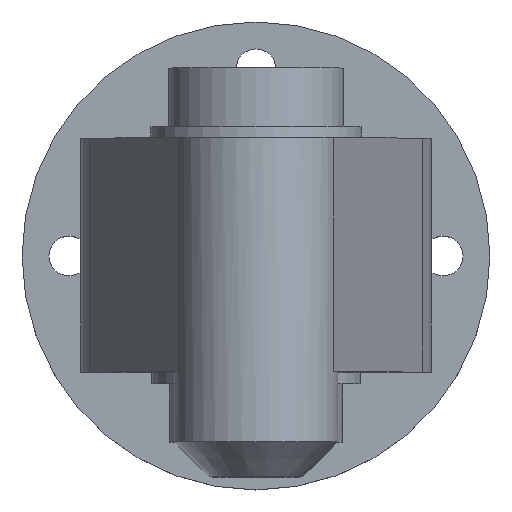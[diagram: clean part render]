
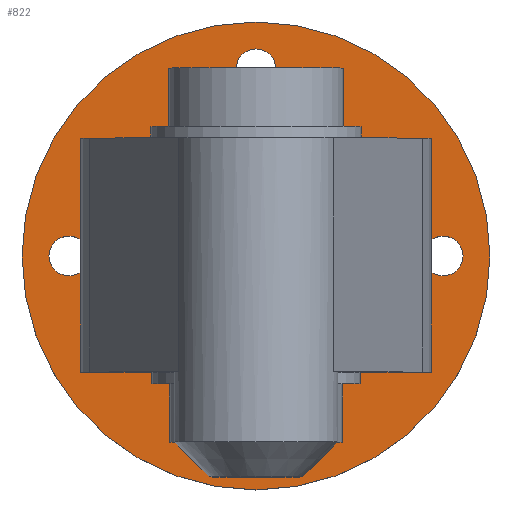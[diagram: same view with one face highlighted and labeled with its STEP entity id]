
A CAD part, top view. The second image highlights one B-rep face of the part: STEP entity #822.
In plain terms, the highlighted planar face has unit normal (0, 0, 1).
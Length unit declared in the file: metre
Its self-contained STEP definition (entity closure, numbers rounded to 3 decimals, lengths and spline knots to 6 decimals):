
#127=PLANE('',#935);
#324=ORIENTED_EDGE('',*,*,#439,.F.);
#325=ORIENTED_EDGE('',*,*,#440,.F.);
#326=ORIENTED_EDGE('',*,*,#441,.F.);
#327=ORIENTED_EDGE('',*,*,#442,.F.);
#328=ORIENTED_EDGE('',*,*,#338,.T.);
#329=ORIENTED_EDGE('',*,*,#438,.T.);
#338=EDGE_CURVE('',#443,#443,#519,.F.);
#438=EDGE_CURVE('',#514,#514,#571,.T.);
#439=EDGE_CURVE('',#515,#515,#572,.T.);
#440=EDGE_CURVE('',#516,#516,#573,.T.);
#441=EDGE_CURVE('',#517,#517,#574,.T.);
#442=EDGE_CURVE('',#518,#518,#575,.T.);
#443=VERTEX_POINT('',#1196);
#514=VERTEX_POINT('',#1640);
#515=VERTEX_POINT('',#1643);
#516=VERTEX_POINT('',#1645);
#517=VERTEX_POINT('',#1647);
#518=VERTEX_POINT('',#1649);
#519=CIRCLE('',#841,0.011);
#571=CIRCLE('',#934,0.02);
#572=CIRCLE('',#936,0.0017);
#573=CIRCLE('',#937,0.0017);
#574=CIRCLE('',#938,0.0017);
#575=CIRCLE('',#939,0.0017);
#649=EDGE_LOOP('',(#324));
#650=EDGE_LOOP('',(#325));
#651=EDGE_LOOP('',(#326));
#652=EDGE_LOOP('',(#327));
#653=EDGE_LOOP('',(#328));
#654=EDGE_LOOP('',(#329));
#736=FACE_BOUND('',#649,.T.);
#737=FACE_BOUND('',#650,.T.);
#738=FACE_BOUND('',#651,.T.);
#739=FACE_BOUND('',#652,.T.);
#740=FACE_BOUND('',#653,.T.);
#741=FACE_BOUND('',#654,.T.);
#822=ADVANCED_FACE('',(#736,#737,#738,#739,#740,#741),#127,.T.);
#841=AXIS2_PLACEMENT_3D('',#1195,#948,#949);
#934=AXIS2_PLACEMENT_3D('',#1639,#1173,#1174);
#935=AXIS2_PLACEMENT_3D('',#1641,#1175,#1176);
#936=AXIS2_PLACEMENT_3D('',#1642,#1177,#1178);
#937=AXIS2_PLACEMENT_3D('',#1644,#1179,#1180);
#938=AXIS2_PLACEMENT_3D('',#1646,#1181,#1182);
#939=AXIS2_PLACEMENT_3D('',#1648,#1183,#1184);
#948=DIRECTION('',(0.,0.,1.));
#949=DIRECTION('',(1.,0.,0.));
#1173=DIRECTION('',(0.,0.,1.));
#1174=DIRECTION('',(1.,0.,0.));
#1175=DIRECTION('',(0.,0.,1.));
#1176=DIRECTION('',(1.,0.,0.));
#1177=DIRECTION('',(0.,0.,1.));
#1178=DIRECTION('',(1.,0.,0.));
#1179=DIRECTION('',(0.,0.,1.));
#1180=DIRECTION('',(1.,0.,0.));
#1181=DIRECTION('',(0.,0.,1.));
#1182=DIRECTION('',(1.,0.,0.));
#1183=DIRECTION('',(0.,0.,1.));
#1184=DIRECTION('',(1.,0.,0.));
#1195=CARTESIAN_POINT('',(0.,0.011,-0.037));
#1196=CARTESIAN_POINT('',(0.011,0.011,-0.037));
#1639=CARTESIAN_POINT('',(0.,0.011,-0.037));
#1640=CARTESIAN_POINT('',(0.02,0.011,-0.037));
#1641=CARTESIAN_POINT('',(0.,0.011,-0.037));
#1642=CARTESIAN_POINT('',(0.,0.027,-0.037));
#1643=CARTESIAN_POINT('',(0.0017,0.027,-0.037));
#1644=CARTESIAN_POINT('',(-0.016,0.011,-0.037));
#1645=CARTESIAN_POINT('',(-0.0143,0.011,-0.037));
#1646=CARTESIAN_POINT('',(0.,-0.005,-0.037));
#1647=CARTESIAN_POINT('',(0.0017,-0.005,-0.037));
#1648=CARTESIAN_POINT('',(0.016,0.011,-0.037));
#1649=CARTESIAN_POINT('',(0.0177,0.011,-0.037));
